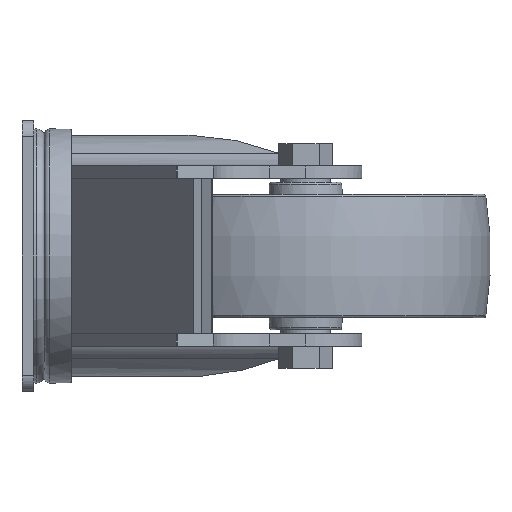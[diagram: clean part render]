
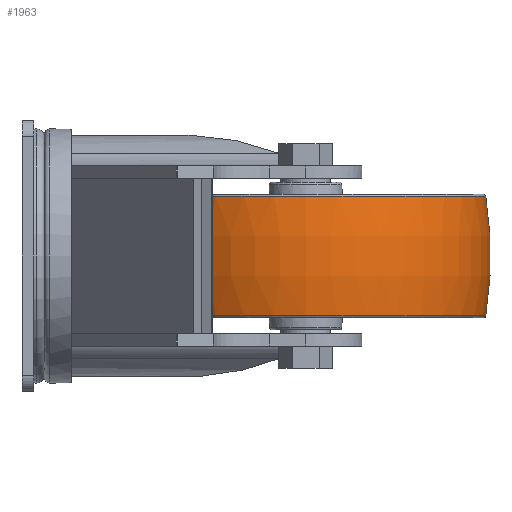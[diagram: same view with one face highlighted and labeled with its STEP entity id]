
A CAD part, left-side view. The second image highlights one B-rep face of the part: STEP entity #1963.
In plain terms, the highlighted toroidal (fillet/blend) face has major radius 75 mm and minor radius 150 mm.
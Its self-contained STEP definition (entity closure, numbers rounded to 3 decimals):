
#20=DEGENERATE_TOROIDAL_SURFACE('',#2169,75.,150.,
 .F.);
#963=ORIENTED_EDGE('',*,*,#1239,.T.);
#964=ORIENTED_EDGE('',*,*,#1238,.F.);
#1238=EDGE_CURVE('',#1425,#1425,#1506,.T.);
#1239=EDGE_CURVE('',#1426,#1426,#1507,.T.);
#1425=VERTEX_POINT('',#3333);
#1426=VERTEX_POINT('',#3336);
#1506=CIRCLE('',#2168,73.041);
#1507=CIRCLE('',#2170,73.041);
#1652=EDGE_LOOP('',(#963));
#1653=EDGE_LOOP('',(#964));
#1808=FACE_BOUND('',#1652,.T.);
#1809=FACE_BOUND('',#1653,.T.);
#1963=ADVANCED_FACE('',(#1808,#1809),#20,.F.);
#2168=AXIS2_PLACEMENT_3D('',#3332,#2722,#2723);
#2169=AXIS2_PLACEMENT_3D('',#3334,#2724,#2725);
#2170=AXIS2_PLACEMENT_3D('',#3335,#2726,#2727);
#2722=DIRECTION('',(0.,0.,-1.));
#2723=DIRECTION('',(-1.,0.,0.));
#2724=DIRECTION('',(0.,0.,-1.));
#2725=DIRECTION('',(-1.,0.,0.));
#2726=DIRECTION('',(0.,0.,-1.));
#2727=DIRECTION('',(-1.,0.,0.));
#3332=CARTESIAN_POINT('',(0.,0.,-24.161));
#3333=CARTESIAN_POINT('',(-73.041,0.,-24.161));
#3334=CARTESIAN_POINT('',(0.,0.,0.));
#3335=CARTESIAN_POINT('',(0.,0.,24.161));
#3336=CARTESIAN_POINT('',(-73.041,0.,24.161));
